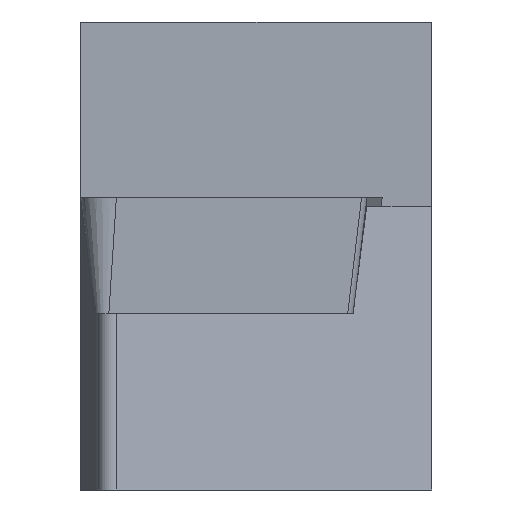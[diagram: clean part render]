
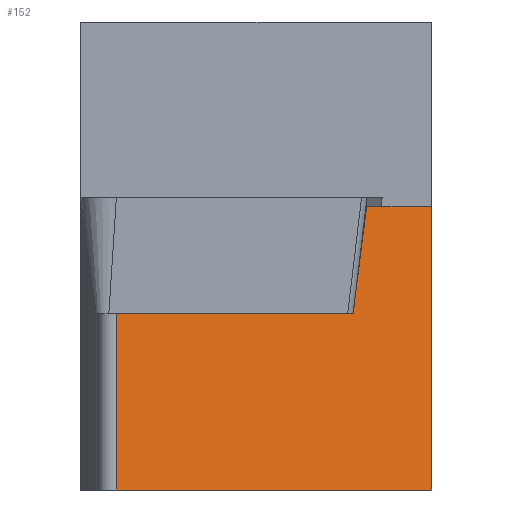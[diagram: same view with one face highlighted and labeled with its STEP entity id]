
A CAD part, left-side view. The second image highlights one B-rep face of the part: STEP entity #152.
In plain terms, the highlighted planar face has unit normal (-0.848, -0.53, 0).
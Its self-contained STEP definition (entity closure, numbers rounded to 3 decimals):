
#152=ADVANCED_FACE('',(#202),#176,.F.);
#176=PLANE('',#660);
#202=FACE_OUTER_BOUND('',#231,.T.);
#231=EDGE_LOOP('',(#314,#315,#316,#317,#318,#319));
#314=ORIENTED_EDGE('',*,*,#485,.F.);
#315=ORIENTED_EDGE('',*,*,#484,.F.);
#316=ORIENTED_EDGE('',*,*,#486,.F.);
#317=ORIENTED_EDGE('',*,*,#487,.F.);
#318=ORIENTED_EDGE('',*,*,#470,.F.);
#319=ORIENTED_EDGE('',*,*,#488,.F.);
#413=VERTEX_POINT('',#885);
#414=VERTEX_POINT('',#887);
#424=VERTEX_POINT('',#911);
#425=VERTEX_POINT('',#913);
#426=VERTEX_POINT('',#917);
#427=VERTEX_POINT('',#919);
#470=EDGE_CURVE('',#413,#414,#536,.T.);
#484=EDGE_CURVE('',#425,#424,#546,.T.);
#485=EDGE_CURVE('',#424,#426,#547,.T.);
#486=EDGE_CURVE('',#427,#425,#548,.T.);
#487=EDGE_CURVE('',#414,#427,#549,.T.);
#488=EDGE_CURVE('',#426,#413,#550,.T.);
#536=LINE('',#886,#594);
#546=LINE('',#914,#604);
#547=LINE('',#916,#605);
#548=LINE('',#918,#606);
#549=LINE('',#920,#607);
#550=LINE('',#921,#608);
#594=VECTOR('',#736,1.);
#604=VECTOR('',#758,1.);
#605=VECTOR('',#761,1.);
#606=VECTOR('',#762,1.);
#607=VECTOR('',#763,1.);
#608=VECTOR('',#764,1.);
#660=AXIS2_PLACEMENT_3D('',#922,#765,#766);
#736=DIRECTION('',(0.53,-0.848,0.));
#758=DIRECTION('',(0.,0.,1.));
#761=DIRECTION('',(0.53,-0.848,0.));
#762=DIRECTION('',(-0.53,0.848,0.));
#763=DIRECTION('',(0.,0.,-1.));
#764=DIRECTION('',(0.079,-0.126,0.989));
#765=DIRECTION('',(0.848,0.53,0.));
#766=DIRECTION('',(0.53,-0.848,0.));
#885=CARTESIAN_POINT('',(6.162,2.216,-0.3));
#886=CARTESIAN_POINT('',(0.812,10.779,-0.3));
#887=CARTESIAN_POINT('',(7.547,0.,-0.3));
#911=CARTESIAN_POINT('',(0.812,10.779,-3.97));
#913=CARTESIAN_POINT('',(0.812,10.779,-10.));
#914=CARTESIAN_POINT('',(0.812,10.779,-30.));
#916=CARTESIAN_POINT('',(0.812,10.779,-3.97));
#917=CARTESIAN_POINT('',(5.871,2.682,-3.97));
#918=CARTESIAN_POINT('',(0.812,10.779,-10.));
#919=CARTESIAN_POINT('',(7.547,0.,-10.));
#920=CARTESIAN_POINT('',(7.547,0.,-30.));
#921=CARTESIAN_POINT('',(3.737,6.096,-30.828));
#922=CARTESIAN_POINT('',(0.812,10.779,-30.));
